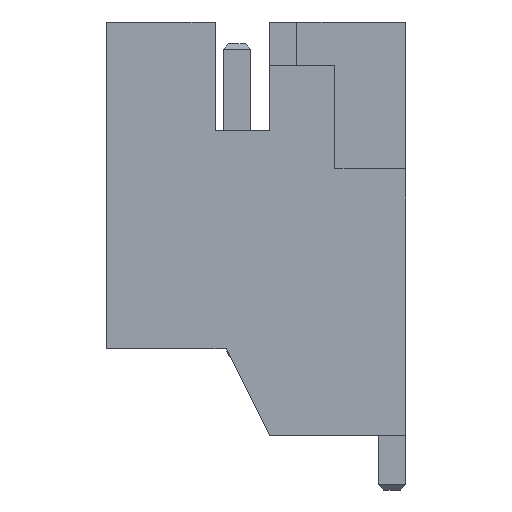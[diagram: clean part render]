
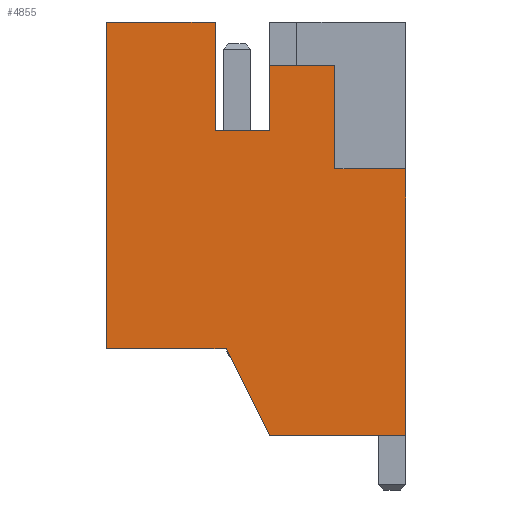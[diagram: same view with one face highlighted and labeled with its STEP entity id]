
A CAD part, left-side view. The second image highlights one B-rep face of the part: STEP entity #4855.
In plain terms, the highlighted planar face has unit normal (-1, 0, 0).
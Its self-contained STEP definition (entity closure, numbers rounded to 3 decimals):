
#149=FACE_OUTER_BOUND('',#421,.T.);
#421=EDGE_LOOP('',(#3277,#3278,#3279,#3280,#3281,#3282,#3283,#3284,#3285,
#3286,#3287,#3288));
#691=LINE('',#6782,#1347);
#695=LINE('',#6789,#1351);
#701=LINE('',#6803,#1357);
#720=LINE('',#6840,#1376);
#748=LINE('',#6895,#1404);
#754=LINE('',#6906,#1410);
#756=LINE('',#6910,#1412);
#758=LINE('',#6913,#1414);
#759=LINE('',#6917,#1415);
#760=LINE('',#6919,#1416);
#761=LINE('',#6921,#1417);
#762=LINE('',#6922,#1418);
#1347=VECTOR('',#5466,10.);
#1351=VECTOR('',#5472,10.);
#1357=VECTOR('',#5482,10.);
#1376=VECTOR('',#5509,10.);
#1404=VECTOR('',#5549,10.);
#1410=VECTOR('',#5557,10.);
#1412=VECTOR('',#5561,10.);
#1414=VECTOR('',#5565,10.);
#1415=VECTOR('',#5570,10.);
#1416=VECTOR('',#5571,10.);
#1417=VECTOR('',#5572,10.);
#1418=VECTOR('',#5573,10.);
#2003=VERTEX_POINT('',#6779);
#2004=VERTEX_POINT('',#6781);
#2006=VERTEX_POINT('',#6787);
#2012=VERTEX_POINT('',#6802);
#2026=VERTEX_POINT('',#6838);
#2046=VERTEX_POINT('',#6892);
#2047=VERTEX_POINT('',#6894);
#2051=VERTEX_POINT('',#6904);
#2052=VERTEX_POINT('',#6908);
#2053=VERTEX_POINT('',#6916);
#2054=VERTEX_POINT('',#6918);
#2055=VERTEX_POINT('',#6920);
#2459=EDGE_CURVE('',#2004,#2003,#691,.T.);
#2463=EDGE_CURVE('',#2003,#2006,#695,.T.);
#2469=EDGE_CURVE('',#2012,#2004,#701,.T.);
#2488=EDGE_CURVE('',#2006,#2026,#720,.T.);
#2516=EDGE_CURVE('',#2047,#2046,#748,.T.);
#2522=EDGE_CURVE('',#2046,#2051,#754,.T.);
#2524=EDGE_CURVE('',#2051,#2052,#756,.T.);
#2526=EDGE_CURVE('',#2052,#2012,#758,.T.);
#2527=EDGE_CURVE('',#2026,#2053,#759,.T.);
#2528=EDGE_CURVE('',#2053,#2054,#760,.T.);
#2529=EDGE_CURVE('',#2054,#2055,#761,.T.);
#2530=EDGE_CURVE('',#2055,#2047,#762,.T.);
#3277=ORIENTED_EDGE('',*,*,#2463,.T.);
#3278=ORIENTED_EDGE('',*,*,#2488,.T.);
#3279=ORIENTED_EDGE('',*,*,#2527,.T.);
#3280=ORIENTED_EDGE('',*,*,#2528,.T.);
#3281=ORIENTED_EDGE('',*,*,#2529,.T.);
#3282=ORIENTED_EDGE('',*,*,#2530,.T.);
#3283=ORIENTED_EDGE('',*,*,#2516,.T.);
#3284=ORIENTED_EDGE('',*,*,#2522,.T.);
#3285=ORIENTED_EDGE('',*,*,#2524,.T.);
#3286=ORIENTED_EDGE('',*,*,#2526,.T.);
#3287=ORIENTED_EDGE('',*,*,#2469,.T.);
#3288=ORIENTED_EDGE('',*,*,#2459,.T.);
#4611=PLANE('',#5150);
#4855=ADVANCED_FACE('',(#149),#4611,.T.);
#5150=AXIS2_PLACEMENT_3D('',#6915,#5568,#5569);
#5466=DIRECTION('',(0.,1.,0.));
#5472=DIRECTION('',(0.,0.,1.));
#5482=DIRECTION('',(0.,0.,-1.));
#5509=DIRECTION('',(0.,1.,0.));
#5549=DIRECTION('',(0.,0.,1.));
#5557=DIRECTION('',(0.,1.,0.));
#5561=DIRECTION('',(0.,0.,1.));
#5565=DIRECTION('',(0.,1.,0.));
#5568=DIRECTION('center_axis',(-1.,0.,0.));
#5569=DIRECTION('ref_axis',(0.,0.,1.));
#5570=DIRECTION('',(0.,0.,-1.));
#5571=DIRECTION('',(0.,-1.,0.));
#5572=DIRECTION('',(0.,-0.447,-0.894));
#5573=DIRECTION('',(0.,-1.,0.));
#6779=CARTESIAN_POINT('',(-8.95,3.5,-2.));
#6781=CARTESIAN_POINT('',(-8.95,2.5,-2.));
#6782=CARTESIAN_POINT('',(-8.95,3.125,-2.));
#6787=CARTESIAN_POINT('',(-8.95,3.5,0.));
#6789=CARTESIAN_POINT('',(-8.95,3.5,-1.5));
#6802=CARTESIAN_POINT('',(-8.95,2.5,-0.8));
#6803=CARTESIAN_POINT('',(-8.95,2.5,-2.5));
#6838=CARTESIAN_POINT('',(-8.95,5.5,0.));
#6840=CARTESIAN_POINT('',(-8.95,0.,0.));
#6892=CARTESIAN_POINT('',(-8.95,0.,-2.7));
#6894=CARTESIAN_POINT('',(-8.95,0.,-7.6));
#6895=CARTESIAN_POINT('',(-8.95,0.,-7.6));
#6904=CARTESIAN_POINT('',(-8.95,1.3,-2.7));
#6906=CARTESIAN_POINT('',(-8.95,2.025,-2.7));
#6908=CARTESIAN_POINT('',(-8.95,1.3,-0.8));
#6910=CARTESIAN_POINT('',(-8.95,1.3,-1.9));
#6913=CARTESIAN_POINT('',(-8.95,2.625,-0.8));
#6915=CARTESIAN_POINT('Origin',(-8.95,2.75,-3.));
#6916=CARTESIAN_POINT('',(-8.95,5.5,-6.));
#6917=CARTESIAN_POINT('',(-8.95,5.5,0.));
#6918=CARTESIAN_POINT('',(-8.95,3.3,-6.));
#6919=CARTESIAN_POINT('',(-8.95,5.5,-6.));
#6920=CARTESIAN_POINT('',(-8.95,2.5,-7.6));
#6921=CARTESIAN_POINT('',(-8.95,3.3,-6.));
#6922=CARTESIAN_POINT('',(-8.95,2.5,-7.6));
